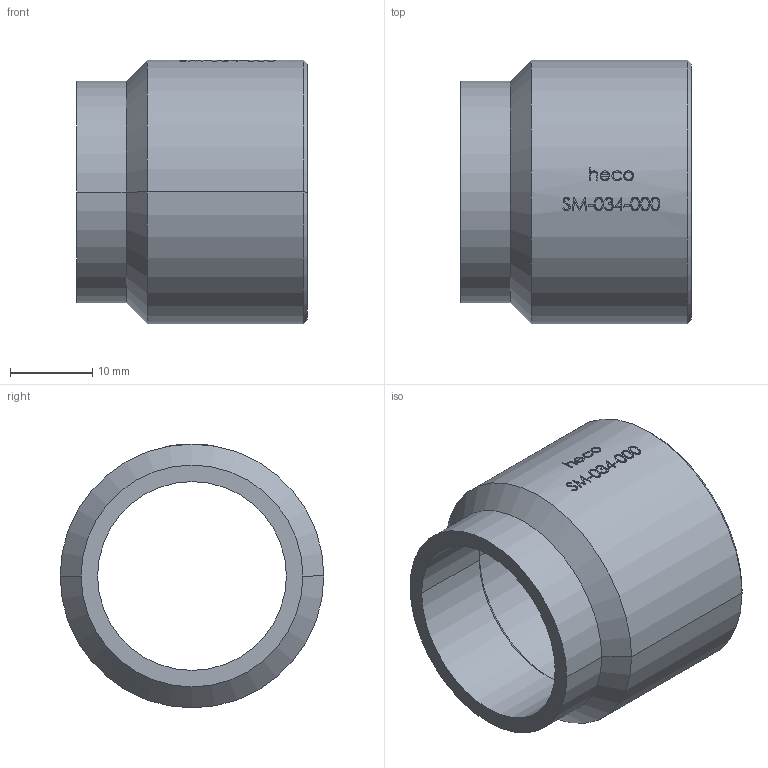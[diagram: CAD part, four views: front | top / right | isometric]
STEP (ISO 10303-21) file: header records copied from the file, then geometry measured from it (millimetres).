
FILE_DESCRIPTION (( 'STEP AP214' ), '1' );
FILE_NAME ('SM-034-000-x Schweißmuffe heco.STEP', '2018-05-17T08:05:49', ( '' ), ( '' ), 'SwSTEP 2.0', 'SolidWorks 2016', '' );
FILE_SCHEMA (( 'AUTOMOTIVE_DESIGN' ));
Length unit declared in the file: millimetre
Products named in the file (1): SM-034-000-x Schweißmuffe heco
Bounding box: 28 x 32 x 32 mm (x, y, z)
Volume: 8394.2 mm3; surface area: 5325 mm2
Topology: 1 solids, 1 shells, 191 faces, 492 edges, 324 vertices
Faces by surface type: bspline 115, plane 39, cylinder 29, cone 8
Entity records: 18210 total; most frequent: CARTESIAN_POINT 12697, ORIENTED_EDGE 984, EDGE_CURVE 492, B_SPLINE_CURVE_WITH_KNOTS 359, DIRECTION 337, VERTEX_POINT 324, EDGE_LOOP 214, ADVANCED_FACE 191
